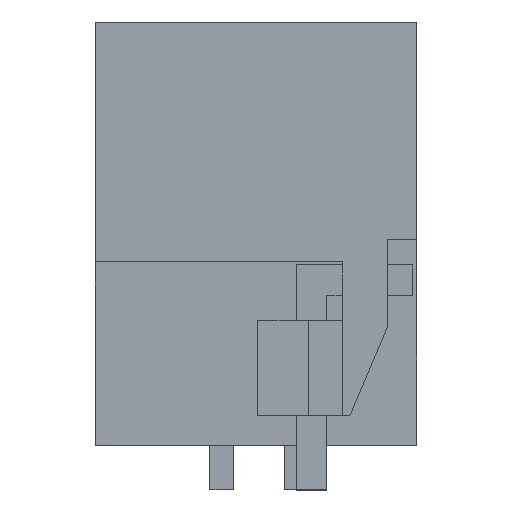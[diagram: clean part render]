
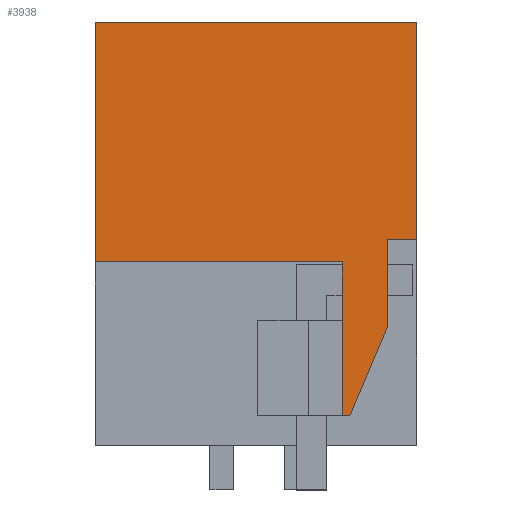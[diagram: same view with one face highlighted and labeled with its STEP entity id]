
A CAD part, left-side view. The second image highlights one B-rep face of the part: STEP entity #3938.
In plain terms, the highlighted planar face has unit normal (-1, 0, 0).
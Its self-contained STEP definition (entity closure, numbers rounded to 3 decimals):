
#3885=AXIS2_PLACEMENT_3D('Plane Axis2P3D',#3882,#3883,#3884) ;
#183=CARTESIAN_POINT('Vertex',(0.,10.8,15.7)) ;
#186=CARTESIAN_POINT('Line Origine',(0.,5.4,15.7)) ;
#190=CARTESIAN_POINT('Vertex',(0.,0.,15.7)) ;
#1853=CARTESIAN_POINT('Line Origine',(0.,0.,12.05)) ;
#1857=CARTESIAN_POINT('Vertex',(0.,0.,8.4)) ;
#2538=CARTESIAN_POINT('Vertex',(0.,10.8,7.65)) ;
#2541=CARTESIAN_POINT('Line Origine',(0.,10.8,11.675)) ;
#3882=CARTESIAN_POINT('Axis2P3D Location',(0.,10.8,-2.)) ;
#3887=CARTESIAN_POINT('Line Origine',(0.,6.65,7.65)) ;
#3891=CARTESIAN_POINT('Vertex',(0.,2.5,7.65)) ;
#3894=CARTESIAN_POINT('Line Origine',(0.,2.5,5.075)) ;
#3898=CARTESIAN_POINT('Vertex',(0.,2.5,2.5)) ;
#3901=CARTESIAN_POINT('Line Origine',(0.,2.375,2.5)) ;
#3905=CARTESIAN_POINT('Vertex',(0.,2.25,2.5)) ;
#3908=CARTESIAN_POINT('Line Origine',(0.,1.623,3.979)) ;
#3912=CARTESIAN_POINT('Vertex',(0.,0.997,5.458)) ;
#3915=CARTESIAN_POINT('Line Origine',(0.,0.997,6.929)) ;
#3919=CARTESIAN_POINT('Vertex',(0.,0.997,8.4)) ;
#3922=CARTESIAN_POINT('Line Origine',(0.,0.498,8.4)) ;
#187=DIRECTION('Vector Direction',(0.,-1.,0.)) ;
#1854=DIRECTION('Vector Direction',(0.,0.,1.)) ;
#2542=DIRECTION('Vector Direction',(0.,0.,1.)) ;
#3883=DIRECTION('Axis2P3D Direction',(-1.,0.,0.)) ;
#3884=DIRECTION('Axis2P3D XDirection',(0.,-1.,0.)) ;
#3888=DIRECTION('Vector Direction',(0.,1.,0.)) ;
#3895=DIRECTION('Vector Direction',(0.,0.,1.)) ;
#3902=DIRECTION('Vector Direction',(0.,-1.,0.)) ;
#3909=DIRECTION('Vector Direction',(0.,0.39,-0.921)) ;
#3916=DIRECTION('Vector Direction',(0.,0.,1.)) ;
#3923=DIRECTION('Vector Direction',(0.,-1.,0.)) ;
#188=VECTOR('Line Direction',#187,1.) ;
#1855=VECTOR('Line Direction',#1854,1.) ;
#2543=VECTOR('Line Direction',#2542,1.) ;
#3889=VECTOR('Line Direction',#3888,1.) ;
#3896=VECTOR('Line Direction',#3895,1.) ;
#3903=VECTOR('Line Direction',#3902,1.) ;
#3910=VECTOR('Line Direction',#3909,1.) ;
#3917=VECTOR('Line Direction',#3916,1.) ;
#3924=VECTOR('Line Direction',#3923,1.) ;
#3928=ORIENTED_EDGE('',*,*,#1859,.T.) ;
#3929=ORIENTED_EDGE('',*,*,#192,.T.) ;
#3930=ORIENTED_EDGE('',*,*,#2545,.T.) ;
#3931=ORIENTED_EDGE('',*,*,#3893,.F.) ;
#3932=ORIENTED_EDGE('',*,*,#3900,.F.) ;
#3933=ORIENTED_EDGE('',*,*,#3907,.F.) ;
#3934=ORIENTED_EDGE('',*,*,#3914,.F.) ;
#3935=ORIENTED_EDGE('',*,*,#3921,.F.) ;
#3936=ORIENTED_EDGE('',*,*,#3926,.F.) ;
#3938=ADVANCED_FACE('HOUSING',(#3937),#3886,.T.) ;
#192=EDGE_CURVE('',#191,#184,#189,.F.) ;
#1859=EDGE_CURVE('',#1858,#191,#1856,.T.) ;
#2545=EDGE_CURVE('',#184,#2539,#2544,.F.) ;
#3893=EDGE_CURVE('',#3892,#2539,#3890,.T.) ;
#3900=EDGE_CURVE('',#3899,#3892,#3897,.T.) ;
#3907=EDGE_CURVE('',#3906,#3899,#3904,.F.) ;
#3914=EDGE_CURVE('',#3913,#3906,#3911,.T.) ;
#3921=EDGE_CURVE('',#3920,#3913,#3918,.F.) ;
#3926=EDGE_CURVE('',#1858,#3920,#3925,.F.) ;
#3927=EDGE_LOOP('',(#3928,#3929,#3930,#3931,#3932,#3933,#3934,#3935,#3936)) ;
#3937=FACE_OUTER_BOUND('',#3927,.T.) ;
#189=LINE('Line',#186,#188) ;
#1856=LINE('Line',#1853,#1855) ;
#2544=LINE('Line',#2541,#2543) ;
#3890=LINE('Line',#3887,#3889) ;
#3897=LINE('Line',#3894,#3896) ;
#3904=LINE('Line',#3901,#3903) ;
#3911=LINE('Line',#3908,#3910) ;
#3918=LINE('Line',#3915,#3917) ;
#3925=LINE('Line',#3922,#3924) ;
#3886=PLANE('',#3885) ;
#184=VERTEX_POINT('',#183) ;
#191=VERTEX_POINT('',#190) ;
#1858=VERTEX_POINT('',#1857) ;
#2539=VERTEX_POINT('',#2538) ;
#3892=VERTEX_POINT('',#3891) ;
#3899=VERTEX_POINT('',#3898) ;
#3906=VERTEX_POINT('',#3905) ;
#3913=VERTEX_POINT('',#3912) ;
#3920=VERTEX_POINT('',#3919) ;
